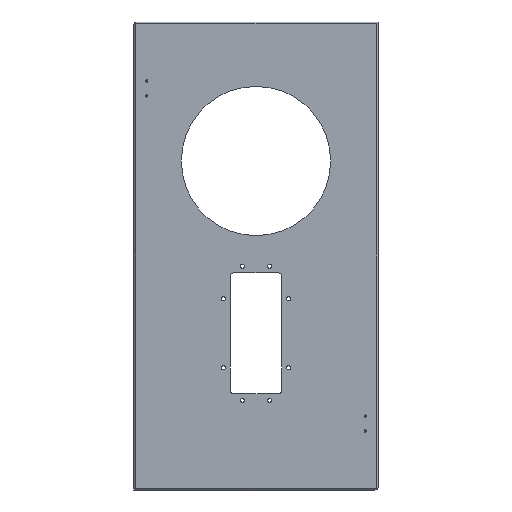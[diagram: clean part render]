
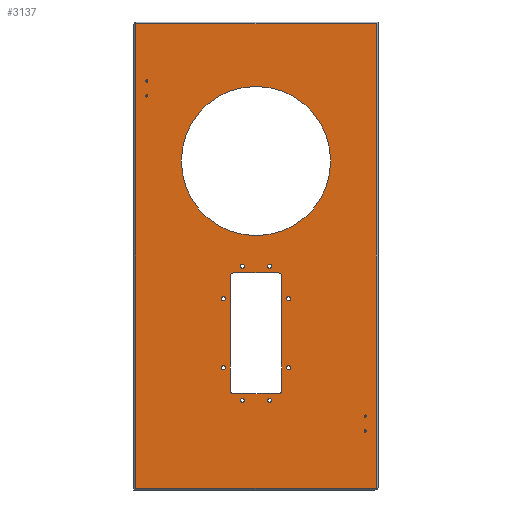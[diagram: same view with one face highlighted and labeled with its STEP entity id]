
A CAD part, front view. The second image highlights one B-rep face of the part: STEP entity #3137.
In plain terms, the highlighted planar face has unit normal (0, -1, 0).
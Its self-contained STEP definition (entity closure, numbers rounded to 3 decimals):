
#99=FACE_BOUND('',#633,.T.);
#100=FACE_BOUND('',#634,.T.);
#101=FACE_BOUND('',#635,.T.);
#102=FACE_BOUND('',#636,.T.);
#103=FACE_BOUND('',#637,.T.);
#104=FACE_BOUND('',#638,.T.);
#105=FACE_BOUND('',#639,.T.);
#106=FACE_BOUND('',#640,.T.);
#107=FACE_BOUND('',#641,.T.);
#108=FACE_BOUND('',#642,.T.);
#109=FACE_BOUND('',#643,.T.);
#110=FACE_BOUND('',#644,.T.);
#111=FACE_BOUND('',#645,.T.);
#112=FACE_BOUND('',#646,.T.);
#138=PLANE('',#3519);
#365=FACE_OUTER_BOUND('',#632,.T.);
#632=EDGE_LOOP('',(#2749,#2750,#2751,#2752));
#633=EDGE_LOOP('',(#2753));
#634=EDGE_LOOP('',(#2754));
#635=EDGE_LOOP('',(#2755));
#636=EDGE_LOOP('',(#2756));
#637=EDGE_LOOP('',(#2757));
#638=EDGE_LOOP('',(#2758));
#639=EDGE_LOOP('',(#2759));
#640=EDGE_LOOP('',(#2760));
#641=EDGE_LOOP('',(#2761,#2762,#2763,#2764,#2765,#2766,#2767,#2768));
#642=EDGE_LOOP('',(#2769));
#643=EDGE_LOOP('',(#2770));
#644=EDGE_LOOP('',(#2771));
#645=EDGE_LOOP('',(#2772));
#646=EDGE_LOOP('',(#2773));
#735=LINE('',#4814,#968);
#738=LINE('',#4825,#971);
#743=LINE('',#4838,#976);
#745=LINE('',#4846,#978);
#873=LINE('',#5337,#1106);
#876=LINE('',#5345,#1109);
#878=LINE('',#5349,#1111);
#881=LINE('',#5356,#1114);
#968=VECTOR('',#3858,10.);
#971=VECTOR('',#3869,10.);
#976=VECTOR('',#3882,10.);
#978=VECTOR('',#3892,10.);
#1106=VECTOR('',#4404,10.);
#1109=VECTOR('',#4415,10.);
#1111=VECTOR('',#4419,10.);
#1114=VECTOR('',#4426,10.);
#1146=CIRCLE('',#3195,3.);
#1148=CIRCLE('',#3198,3.);
#1150=CIRCLE('',#3201,3.);
#1152=CIRCLE('',#3204,3.);
#1154=CIRCLE('',#3207,3.);
#1156=CIRCLE('',#3210,3.);
#1158=CIRCLE('',#3213,3.);
#1160=CIRCLE('',#3216,3.);
#1206=CIRCLE('',#3307,5.);
#1208=CIRCLE('',#3311,5.);
#1210=CIRCLE('',#3315,5.);
#1212=CIRCLE('',#3319,5.);
#1279=CIRCLE('',#3450,1.621);
#1282=CIRCLE('',#3455,1.621);
#1289=CIRCLE('',#3465,1.621);
#1292=CIRCLE('',#3470,1.621);
#1314=CIRCLE('',#3520,110.);
#1330=VERTEX_POINT('',#4557);
#1332=VERTEX_POINT('',#4563);
#1334=VERTEX_POINT('',#4569);
#1336=VERTEX_POINT('',#4575);
#1338=VERTEX_POINT('',#4581);
#1340=VERTEX_POINT('',#4587);
#1342=VERTEX_POINT('',#4593);
#1344=VERTEX_POINT('',#4599);
#1413=VERTEX_POINT('',#4804);
#1414=VERTEX_POINT('',#4806);
#1416=VERTEX_POINT('',#4812);
#1419=VERTEX_POINT('',#4819);
#1420=VERTEX_POINT('',#4821);
#1422=VERTEX_POINT('',#4830);
#1424=VERTEX_POINT('',#4836);
#1426=VERTEX_POINT('',#4842);
#1527=VERTEX_POINT('',#5142);
#1530=VERTEX_POINT('',#5152);
#1541=VERTEX_POINT('',#5179);
#1544=VERTEX_POINT('',#5189);
#1596=VERTEX_POINT('',#5334);
#1597=VERTEX_POINT('',#5336);
#1598=VERTEX_POINT('',#5344);
#1599=VERTEX_POINT('',#5348);
#1602=VERTEX_POINT('',#5357);
#1633=EDGE_CURVE('',#1330,#1330,#1146,.T.);
#1636=EDGE_CURVE('',#1332,#1332,#1148,.T.);
#1639=EDGE_CURVE('',#1334,#1334,#1150,.T.);
#1642=EDGE_CURVE('',#1336,#1336,#1152,.T.);
#1645=EDGE_CURVE('',#1338,#1338,#1154,.T.);
#1648=EDGE_CURVE('',#1340,#1340,#1156,.T.);
#1651=EDGE_CURVE('',#1342,#1342,#1158,.T.);
#1654=EDGE_CURVE('',#1344,#1344,#1160,.T.);
#1745=EDGE_CURVE('',#1413,#1414,#1206,.T.);
#1749=EDGE_CURVE('',#1413,#1416,#735,.T.);
#1752=EDGE_CURVE('',#1419,#1420,#1208,.T.);
#1754=EDGE_CURVE('',#1419,#1414,#738,.T.);
#1758=EDGE_CURVE('',#1422,#1416,#1210,.T.);
#1761=EDGE_CURVE('',#1422,#1424,#743,.T.);
#1764=EDGE_CURVE('',#1426,#1424,#1212,.T.);
#1765=EDGE_CURVE('',#1426,#1420,#745,.T.);
#1899=EDGE_CURVE('',#1527,#1527,#1279,.T.);
#1904=EDGE_CURVE('',#1530,#1530,#1282,.T.);
#1917=EDGE_CURVE('',#1541,#1541,#1289,.T.);
#1922=EDGE_CURVE('',#1544,#1544,#1292,.T.);
#1995=EDGE_CURVE('',#1596,#1597,#873,.T.);
#1999=EDGE_CURVE('',#1597,#1598,#876,.T.);
#2001=EDGE_CURVE('',#1598,#1599,#878,.T.);
#2005=EDGE_CURVE('',#1599,#1596,#881,.T.);
#2006=EDGE_CURVE('',#1602,#1602,#1314,.T.);
#2749=ORIENTED_EDGE('',*,*,#1995,.F.);
#2750=ORIENTED_EDGE('',*,*,#2005,.F.);
#2751=ORIENTED_EDGE('',*,*,#2001,.F.);
#2752=ORIENTED_EDGE('',*,*,#1999,.F.);
#2753=ORIENTED_EDGE('',*,*,#1633,.T.);
#2754=ORIENTED_EDGE('',*,*,#1636,.T.);
#2755=ORIENTED_EDGE('',*,*,#1639,.T.);
#2756=ORIENTED_EDGE('',*,*,#1642,.T.);
#2757=ORIENTED_EDGE('',*,*,#1645,.T.);
#2758=ORIENTED_EDGE('',*,*,#1648,.T.);
#2759=ORIENTED_EDGE('',*,*,#1651,.T.);
#2760=ORIENTED_EDGE('',*,*,#1654,.T.);
#2761=ORIENTED_EDGE('',*,*,#1749,.T.);
#2762=ORIENTED_EDGE('',*,*,#1758,.F.);
#2763=ORIENTED_EDGE('',*,*,#1761,.T.);
#2764=ORIENTED_EDGE('',*,*,#1764,.F.);
#2765=ORIENTED_EDGE('',*,*,#1765,.T.);
#2766=ORIENTED_EDGE('',*,*,#1752,.F.);
#2767=ORIENTED_EDGE('',*,*,#1754,.T.);
#2768=ORIENTED_EDGE('',*,*,#1745,.F.);
#2769=ORIENTED_EDGE('',*,*,#1917,.T.);
#2770=ORIENTED_EDGE('',*,*,#1922,.T.);
#2771=ORIENTED_EDGE('',*,*,#1899,.T.);
#2772=ORIENTED_EDGE('',*,*,#1904,.T.);
#2773=ORIENTED_EDGE('',*,*,#2006,.T.);
#3137=ADVANCED_FACE('',(#365,#99,#100,#101,#102,#103,#104,#105,#106,#107,
#108,#109,#110,#111,#112),#138,.F.);
#3195=AXIS2_PLACEMENT_3D('',#4559,#3575,#3576);
#3198=AXIS2_PLACEMENT_3D('',#4565,#3582,#3583);
#3201=AXIS2_PLACEMENT_3D('',#4571,#3589,#3590);
#3204=AXIS2_PLACEMENT_3D('',#4577,#3596,#3597);
#3207=AXIS2_PLACEMENT_3D('',#4583,#3603,#3604);
#3210=AXIS2_PLACEMENT_3D('',#4589,#3610,#3611);
#3213=AXIS2_PLACEMENT_3D('',#4595,#3617,#3618);
#3216=AXIS2_PLACEMENT_3D('',#4601,#3624,#3625);
#3307=AXIS2_PLACEMENT_3D('',#4807,#3851,#3852);
#3311=AXIS2_PLACEMENT_3D('',#4822,#3864,#3865);
#3315=AXIS2_PLACEMENT_3D('',#4832,#3876,#3877);
#3319=AXIS2_PLACEMENT_3D('',#4844,#3888,#3889);
#3450=AXIS2_PLACEMENT_3D('',#5144,#4218,#4219);
#3455=AXIS2_PLACEMENT_3D('',#5154,#4230,#4231);
#3465=AXIS2_PLACEMENT_3D('',#5181,#4256,#4257);
#3470=AXIS2_PLACEMENT_3D('',#5191,#4268,#4269);
#3519=AXIS2_PLACEMENT_3D('',#5355,#4424,#4425);
#3520=AXIS2_PLACEMENT_3D('',#5358,#4427,#4428);
#3575=DIRECTION('center_axis',(0.,1.,0.));
#3576=DIRECTION('ref_axis',(1.,0.,0.));
#3582=DIRECTION('center_axis',(0.,1.,0.));
#3583=DIRECTION('ref_axis',(1.,0.,0.));
#3589=DIRECTION('center_axis',(0.,1.,0.));
#3590=DIRECTION('ref_axis',(1.,0.,0.));
#3596=DIRECTION('center_axis',(0.,1.,0.));
#3597=DIRECTION('ref_axis',(1.,0.,0.));
#3603=DIRECTION('center_axis',(0.,1.,0.));
#3604=DIRECTION('ref_axis',(1.,0.,0.));
#3610=DIRECTION('center_axis',(0.,1.,0.));
#3611=DIRECTION('ref_axis',(1.,0.,0.));
#3617=DIRECTION('center_axis',(0.,1.,0.));
#3618=DIRECTION('ref_axis',(1.,0.,0.));
#3624=DIRECTION('center_axis',(0.,1.,0.));
#3625=DIRECTION('ref_axis',(1.,0.,0.));
#3851=DIRECTION('center_axis',(0.,-1.,0.));
#3852=DIRECTION('ref_axis',(0.707,0.,0.707));
#3858=DIRECTION('',(0.,0.,-1.));
#3864=DIRECTION('center_axis',(0.,-1.,0.));
#3865=DIRECTION('ref_axis',(-0.707,0.,0.707));
#3869=DIRECTION('',(1.,0.,0.));
#3876=DIRECTION('center_axis',(0.,-1.,0.));
#3877=DIRECTION('ref_axis',(0.707,0.,-0.707));
#3882=DIRECTION('',(-1.,0.,0.));
#3888=DIRECTION('center_axis',(0.,-1.,0.));
#3889=DIRECTION('ref_axis',(-0.707,0.,-0.707));
#3892=DIRECTION('',(0.,0.,1.));
#4218=DIRECTION('center_axis',(0.,1.,0.));
#4219=DIRECTION('ref_axis',(1.,0.,0.));
#4230=DIRECTION('center_axis',(0.,1.,0.));
#4231=DIRECTION('ref_axis',(1.,0.,0.));
#4256=DIRECTION('center_axis',(0.,1.,0.));
#4257=DIRECTION('ref_axis',(1.,0.,0.));
#4268=DIRECTION('center_axis',(0.,1.,0.));
#4269=DIRECTION('ref_axis',(1.,0.,0.));
#4404=DIRECTION('',(0.,0.,1.));
#4415=DIRECTION('',(1.,0.,0.));
#4419=DIRECTION('',(0.,0.,-1.));
#4424=DIRECTION('center_axis',(0.,1.,0.));
#4425=DIRECTION('ref_axis',(0.,0.,1.));
#4426=DIRECTION('',(-1.,0.,0.));
#4427=DIRECTION('center_axis',(0.,1.,0.));
#4428=DIRECTION('ref_axis',(1.,0.,0.));
#4557=CARTESIAN_POINT('',(-23.,0.,-212.8));
#4559=CARTESIAN_POINT('Origin',(-20.,0.,-212.8));
#4563=CARTESIAN_POINT('',(17.,0.,-212.8));
#4565=CARTESIAN_POINT('Origin',(20.,0.,-212.8));
#4569=CARTESIAN_POINT('',(45.1,0.,-164.7));
#4571=CARTESIAN_POINT('Origin',(48.1,0.,-164.7));
#4575=CARTESIAN_POINT('',(-51.1,0.,-164.7));
#4577=CARTESIAN_POINT('Origin',(-48.1,0.,-164.7));
#4581=CARTESIAN_POINT('',(-51.1,0.,-63.1));
#4583=CARTESIAN_POINT('Origin',(-48.1,0.,-63.1));
#4587=CARTESIAN_POINT('',(45.1,0.,-63.1));
#4589=CARTESIAN_POINT('Origin',(48.1,0.,-63.1));
#4593=CARTESIAN_POINT('',(-23.,0.,-15.));
#4595=CARTESIAN_POINT('Origin',(-20.,0.,-15.));
#4599=CARTESIAN_POINT('',(17.,0.,-15.));
#4601=CARTESIAN_POINT('Origin',(20.,0.,-15.));
#4804=CARTESIAN_POINT('',(38.1,0.,-30.));
#4806=CARTESIAN_POINT('',(33.1,0.,-25.));
#4807=CARTESIAN_POINT('Origin',(33.1,0.,-30.));
#4812=CARTESIAN_POINT('',(38.1,0.,-197.8));
#4814=CARTESIAN_POINT('',(38.1,0.,-101.4));
#4819=CARTESIAN_POINT('',(-33.1,0.,-25.));
#4821=CARTESIAN_POINT('',(-38.1,0.,-30.));
#4822=CARTESIAN_POINT('Origin',(-33.1,0.,-30.));
#4825=CARTESIAN_POINT('',(19.05,0.,-25.));
#4830=CARTESIAN_POINT('',(33.1,0.,-202.8));
#4832=CARTESIAN_POINT('Origin',(33.1,0.,-197.8));
#4836=CARTESIAN_POINT('',(-33.1,0.,-202.8));
#4838=CARTESIAN_POINT('',(-19.05,0.,-202.8));
#4842=CARTESIAN_POINT('',(-38.1,0.,-197.8));
#4844=CARTESIAN_POINT('Origin',(-33.1,0.,-197.8));
#4846=CARTESIAN_POINT('',(-38.1,0.,-12.5));
#5142=CARTESIAN_POINT('',(-162.621,0.,236.));
#5144=CARTESIAN_POINT('Origin',(-161.,0.,236.));
#5152=CARTESIAN_POINT('',(-162.621,0.,258.));
#5154=CARTESIAN_POINT('Origin',(-161.,0.,258.));
#5179=CARTESIAN_POINT('',(159.379,0.,-258.));
#5181=CARTESIAN_POINT('Origin',(161.,0.,-258.));
#5189=CARTESIAN_POINT('',(159.379,0.,-236.));
#5191=CARTESIAN_POINT('Origin',(161.,0.,-236.));
#5334=CARTESIAN_POINT('',(-177.5,0.,-342.5));
#5336=CARTESIAN_POINT('',(-177.5,0.,342.5));
#5337=CARTESIAN_POINT('',(-177.5,0.,-172.5));
#5344=CARTESIAN_POINT('',(177.5,0.,342.5));
#5345=CARTESIAN_POINT('',(-90.,0.,342.5));
#5348=CARTESIAN_POINT('',(177.5,0.,-342.5));
#5349=CARTESIAN_POINT('',(177.5,0.,172.5));
#5355=CARTESIAN_POINT('Origin',(0.,0.,0.));
#5356=CARTESIAN_POINT('',(90.,0.,-342.5));
#5357=CARTESIAN_POINT('',(-110.,0.,140.));
#5358=CARTESIAN_POINT('Origin',(0.,0.,140.));
